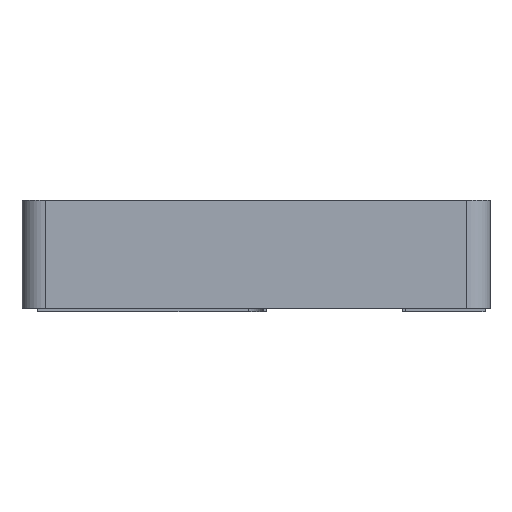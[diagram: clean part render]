
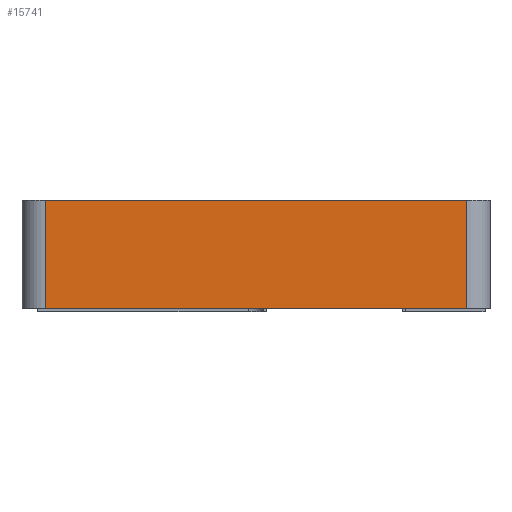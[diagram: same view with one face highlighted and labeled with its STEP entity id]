
A CAD part, left-side view. The second image highlights one B-rep face of the part: STEP entity #15741.
In plain terms, the highlighted planar face has unit normal (-1, 0, 0).
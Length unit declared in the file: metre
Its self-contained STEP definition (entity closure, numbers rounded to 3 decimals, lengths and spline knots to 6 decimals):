
#647=LINE('',#24483,#2257);
#1467=LINE('',#26200,#3077);
#1468=LINE('',#26202,#3078);
#1469=LINE('',#26204,#3079);
#2257=VECTOR('',#19322,1.);
#3077=VECTOR('',#21492,1.);
#3078=VECTOR('',#21495,1.);
#3079=VECTOR('',#21496,1.);
#3590=PLANE('',#17212);
#7709=ORIENTED_EDGE('',*,*,#10412,.F.);
#7710=ORIENTED_EDGE('',*,*,#10413,.T.);
#7711=ORIENTED_EDGE('',*,*,#9551,.T.);
#7712=ORIENTED_EDGE('',*,*,#10411,.F.);
#9551=EDGE_CURVE('',#11836,#11835,#647,.T.);
#10411=EDGE_CURVE('',#12057,#11835,#1467,.T.);
#10412=EDGE_CURVE('',#12058,#12057,#1468,.T.);
#10413=EDGE_CURVE('',#12058,#11836,#1469,.T.);
#11835=VERTEX_POINT('',#24482);
#11836=VERTEX_POINT('',#24484);
#12057=VERTEX_POINT('',#26199);
#12058=VERTEX_POINT('',#26203);
#13642=EDGE_LOOP('',(#7709,#7710,#7711,#7712));
#14579=FACE_BOUND('',#13642,.T.);
#15741=ADVANCED_FACE('',(#14579),#3590,.F.);
#17212=AXIS2_PLACEMENT_3D('',#26201,#21493,#21494);
#19322=DIRECTION('',(0.,1.,0.));
#21492=DIRECTION('',(0.,0.,1.));
#21493=DIRECTION('',(1.,0.,0.));
#21494=DIRECTION('',(0.,0.,-1.));
#21495=DIRECTION('',(0.,1.,0.));
#21496=DIRECTION('',(0.,0.,1.));
#24482=CARTESIAN_POINT('',(-0.089,0.125783,0.036523));
#24483=CARTESIAN_POINT('',(-0.089,0.058283,0.036523));
#24484=CARTESIAN_POINT('',(-0.089,-0.009217,0.036523));
#26199=CARTESIAN_POINT('',(-0.089,0.125783,0.001873));
#26200=CARTESIAN_POINT('',(-0.089,0.125783,-0.014127));
#26201=CARTESIAN_POINT('',(-0.089,0.058283,-0.014127));
#26202=CARTESIAN_POINT('',(-0.089,0.058283,0.001873));
#26203=CARTESIAN_POINT('',(-0.089,-0.009217,0.001873));
#26204=CARTESIAN_POINT('',(-0.089,-0.009217,-0.014127));
